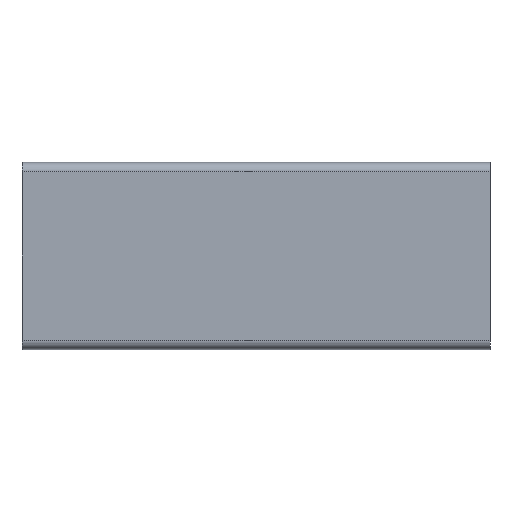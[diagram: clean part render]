
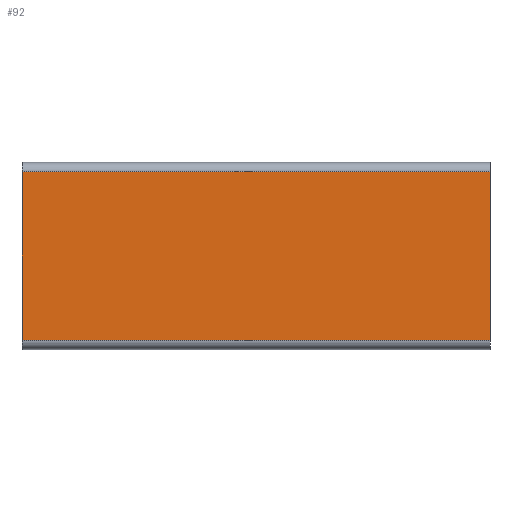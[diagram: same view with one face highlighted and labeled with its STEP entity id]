
A CAD part, left-side view. The second image highlights one B-rep face of the part: STEP entity #92.
In plain terms, the highlighted planar face has unit normal (-1, 0, 0).
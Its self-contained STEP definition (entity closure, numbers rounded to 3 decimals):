
#92 = ADVANCED_FACE( '', ( #221 ), #222, .T. );
#221 = FACE_OUTER_BOUND( '', #384, .T. );
#222 = PLANE( '', #385 );
#384 = EDGE_LOOP( '', ( #581, #582, #583, #584 ) );
#385 = AXIS2_PLACEMENT_3D( '', #585, #586, #587 );
#581 = ORIENTED_EDGE( '', *, *, #1064, .F. );
#582 = ORIENTED_EDGE( '', *, *, #1065, .F. );
#583 = ORIENTED_EDGE( '', *, *, #1066, .T. );
#584 = ORIENTED_EDGE( '', *, *, #1067, .T. );
#585 = CARTESIAN_POINT( '', ( -20., 100., 18. ) );
#586 = DIRECTION( '', ( -1., 0., 0. ) );
#587 = DIRECTION( '', ( 0., 0., 1. ) );
#1064 = EDGE_CURVE( '', #1296, #1297, #1298, .T. );
#1065 = EDGE_CURVE( '', #1299, #1296, #1300, .T. );
#1066 = EDGE_CURVE( '', #1299, #1301, #1302, .T. );
#1067 = EDGE_CURVE( '', #1301, #1297, #1303, .T. );
#1296 = VERTEX_POINT( '', #1617 );
#1297 = VERTEX_POINT( '', #1618 );
#1298 = LINE( '', #1619, #1620 );
#1299 = VERTEX_POINT( '', #1621 );
#1300 = LINE( '', #1622, #1623 );
#1301 = VERTEX_POINT( '', #1624 );
#1302 = LINE( '', #1625, #1626 );
#1303 = LINE( '', #1627, #1628 );
#1617 = CARTESIAN_POINT( '', ( -20., 0., 18. ) );
#1618 = CARTESIAN_POINT( '', ( -20., 0., -18. ) );
#1619 = CARTESIAN_POINT( '', ( -20., 0., 18. ) );
#1620 = VECTOR( '', #1983, 1000. );
#1621 = CARTESIAN_POINT( '', ( -20., 100., 18. ) );
#1622 = CARTESIAN_POINT( '', ( -20., 100., 18. ) );
#1623 = VECTOR( '', #1984, 1000. );
#1624 = CARTESIAN_POINT( '', ( -20., 100., -18. ) );
#1625 = CARTESIAN_POINT( '', ( -20., 100., 18. ) );
#1626 = VECTOR( '', #1985, 1000. );
#1627 = CARTESIAN_POINT( '', ( -20., 100., -18. ) );
#1628 = VECTOR( '', #1986, 1000. );
#1983 = DIRECTION( '', ( 0., 0., -1. ) );
#1984 = DIRECTION( '', ( 0., -1., 0. ) );
#1985 = DIRECTION( '', ( 0., 0., -1. ) );
#1986 = DIRECTION( '', ( 0., -1., 0. ) );
